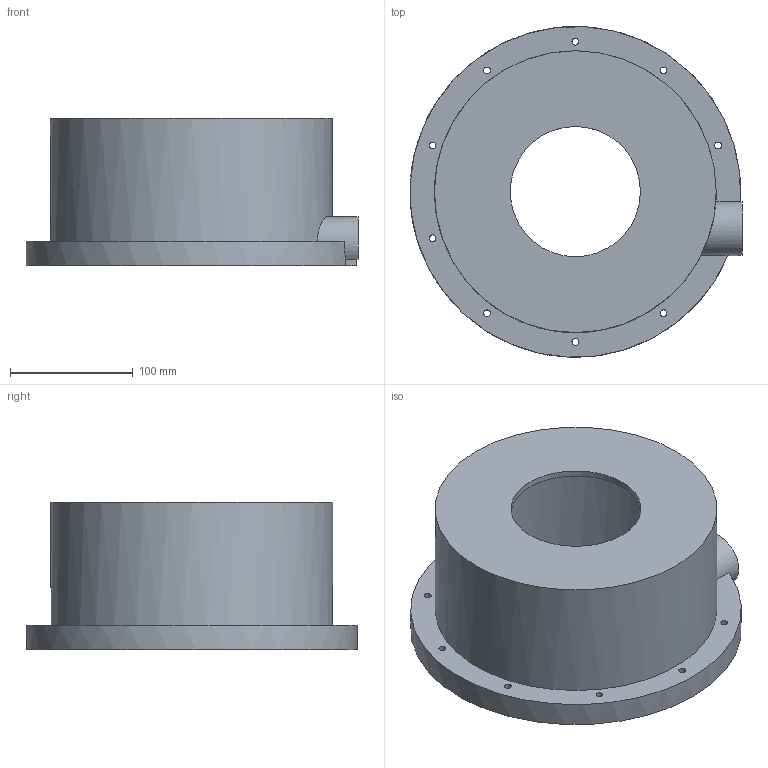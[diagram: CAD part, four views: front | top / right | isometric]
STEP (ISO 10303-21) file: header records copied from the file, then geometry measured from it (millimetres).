
FILE_DESCRIPTION(/* description */ (''),/* implementation_level */ '2;1');
FILE_NAME(/* name */ 'NewLDVShellrev1 v2.step',/* time_stamp */ '2025-05-31T22:48:28-04:00',/* author */ (''),/* organization */ (''),/* preprocessor_version */ 'ST-DEVELOPER v20.1',/* originating_system */ 'Autodesk Translation Framework v14.10.0.0',/* authorisation */ '');
FILE_SCHEMA (('AUTOMOTIVE_DESIGN { 1 0 10303 214 3 1 1 }'));
Length unit declared in the file: millimetre
Products named in the file (1): NewLDVShellrev1
Bounding box: 270.93 x 269.79 x 120.5 mm (x, y, z)
Volume: 867167.6 mm3; surface area: 271024.8 mm2
Topology: 1 solids, 1 shells, 25 faces, 74 edges, 51 vertices
Faces by surface type: cylinder 16, plane 9
Full cylindrical faces by diameter (mm): 5.5 x9, 106.25 x1, 220 x1, 230 x1
Entity records: 1058 total; most frequent: CARTESIAN_POINT 292, DIRECTION 150, ORIENTED_EDGE 148, EDGE_CURVE 74, AXIS2_PLACEMENT_3D 58, VERTEX_POINT 51, EDGE_LOOP 45, LINE 34
